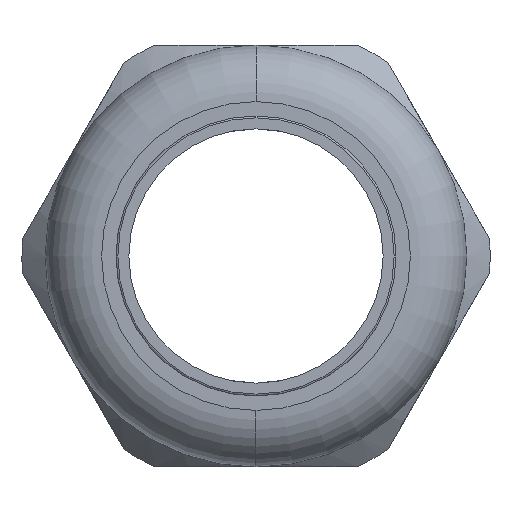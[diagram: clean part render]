
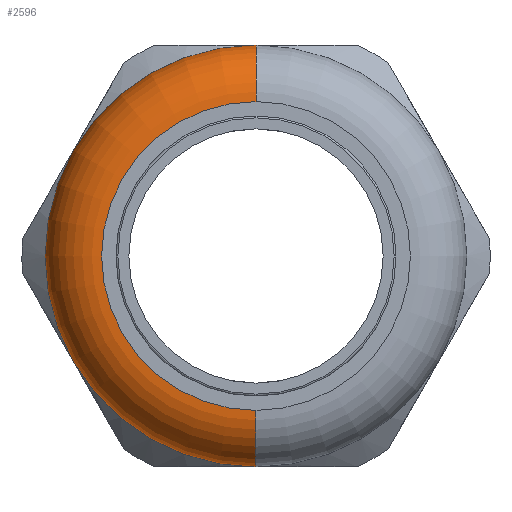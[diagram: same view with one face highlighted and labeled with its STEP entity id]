
A CAD part, left-side view. The second image highlights one B-rep face of the part: STEP entity #2596.
In plain terms, the highlighted toroidal (fillet/blend) face has major radius 19.431 mm and minor radius 7.112 mm.
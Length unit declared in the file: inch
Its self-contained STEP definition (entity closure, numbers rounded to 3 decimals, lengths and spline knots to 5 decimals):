
#182 = AXIS2_PLACEMENT_3D ( 'NONE', #246, #245, #244 ) ;
#183 = CIRCLE ( 'NONE', #182, 1.045 ) ;
#217 = CARTESIAN_POINT ( 'NONE',  ( -2.2, 0., 0.765 ) ) ;
#224 = CARTESIAN_POINT ( 'NONE',  ( -1.92, 0., 1.045 ) ) ;
#244 = DIRECTION ( 'NONE',  ( 0., 0., 1. ) ) ;
#245 = DIRECTION ( 'NONE',  ( 1., 0., 0. ) ) ;
#246 = CARTESIAN_POINT ( 'NONE',  ( -1.92, 0., 0. ) ) ;
#310 = CARTESIAN_POINT ( 'NONE',  ( -2.2, 0., -0.765 ) ) ;
#311 = DIRECTION ( 'NONE',  ( 0., 0., 1. ) ) ;
#312 = DIRECTION ( 'NONE',  ( -1., 0., 0. ) ) ;
#313 = CARTESIAN_POINT ( 'NONE',  ( -2.2, 0., 0. ) ) ;
#314 = AXIS2_PLACEMENT_3D ( 'NONE', #313, #312, #311 ) ;
#315 = CIRCLE ( 'NONE', #314, 0.765 ) ;
#322 = DIRECTION ( 'NONE',  ( 0., 0., -1. ) ) ;
#323 = DIRECTION ( 'NONE',  ( 0., -1., 0. ) ) ;
#324 = CARTESIAN_POINT ( 'NONE',  ( -1.92, 0., 0.765 ) ) ;
#325 = AXIS2_PLACEMENT_3D ( 'NONE', #324, #323, #322 ) ;
#326 = CIRCLE ( 'NONE', #325, 0.28 ) ;
#350 = CARTESIAN_POINT ( 'NONE',  ( -1.92, 0., -1.045 ) ) ;
#351 = DIRECTION ( 'NONE',  ( 0., 0., 1. ) ) ;
#352 = DIRECTION ( 'NONE',  ( -1., 0., 0. ) ) ;
#353 = CARTESIAN_POINT ( 'NONE',  ( -1.92, 0., 0. ) ) ;
#354 = AXIS2_PLACEMENT_3D ( 'NONE', #353, #352, #351 ) ;
#355 = TOROIDAL_SURFACE ( 'NONE', #354, 0.765, 0.28 ) ;
#356 = FACE_OUTER_BOUND ( 'NONE', #2593, .T. ) ;
#357 = DIRECTION ( 'NONE',  ( 0., 0., 1. ) ) ;
#358 = DIRECTION ( 'NONE',  ( 0., 1., 0. ) ) ;
#359 = CARTESIAN_POINT ( 'NONE',  ( -1.92, 0., -0.765 ) ) ;
#360 = AXIS2_PLACEMENT_3D ( 'NONE', #359, #358, #357 ) ;
#361 = CIRCLE ( 'NONE', #360, 0.28 ) ;
#2526 = EDGE_CURVE ( 'NONE', #2597, #2536, #183, .T. ) ;
#2536 = VERTEX_POINT ( 'NONE', #224 ) ;
#2539 = VERTEX_POINT ( 'NONE', #217 ) ;
#2540 = ORIENTED_EDGE ( 'NONE', *, *, #2580, .F. ) ;
#2550 = ORIENTED_EDGE ( 'NONE', *, *, #2526, .F. ) ;
#2580 = EDGE_CURVE ( 'NONE', #2536, #2539, #326, .T. ) ;
#2584 = ORIENTED_EDGE ( 'NONE', *, *, #2585, .F. ) ;
#2585 = EDGE_CURVE ( 'NONE', #2539, #2586, #315, .T. ) ;
#2586 = VERTEX_POINT ( 'NONE', #310 ) ;
#2593 = EDGE_LOOP ( 'NONE', ( #2550, #2594, #2584, #2540 ) ) ;
#2594 = ORIENTED_EDGE ( 'NONE', *, *, #2595, .T. ) ;
#2595 = EDGE_CURVE ( 'NONE', #2597, #2586, #361, .T. ) ;
#2596 = ADVANCED_FACE ( 'NONE', ( #356 ), #355, .T. ) ;
#2597 = VERTEX_POINT ( 'NONE', #350 ) ;
